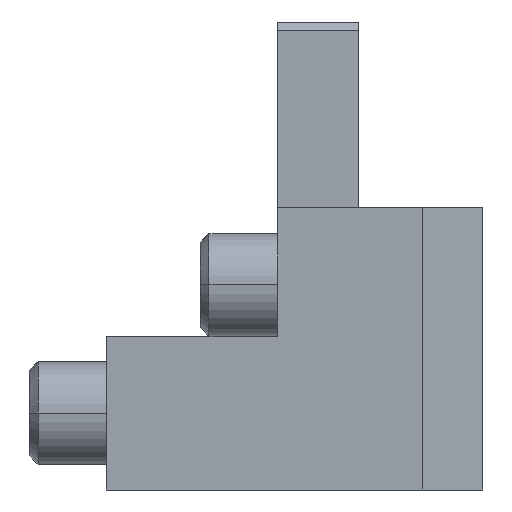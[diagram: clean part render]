
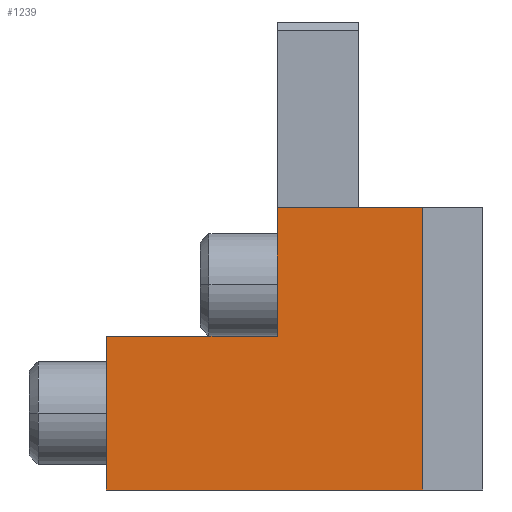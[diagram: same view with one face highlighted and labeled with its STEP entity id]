
A CAD part, left-side view. The second image highlights one B-rep face of the part: STEP entity #1239.
In plain terms, the highlighted planar face has unit normal (-1, 0, 0).
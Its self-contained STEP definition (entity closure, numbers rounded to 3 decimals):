
#1203=AXIS2_PLACEMENT_3D('Plane Axis2P3D',#1200,#1201,#1202) ;
#1042=CARTESIAN_POINT('Vertex',(-42.,47.5,-134.75)) ;
#1045=CARTESIAN_POINT('Line Origine',(-42.,47.5,-125.75)) ;
#1049=CARTESIAN_POINT('Vertex',(-42.,47.5,-116.75)) ;
#1142=CARTESIAN_POINT('Vertex',(-42.,10.5,-134.75)) ;
#1145=CARTESIAN_POINT('Line Origine',(-42.,29.,-134.75)) ;
#1200=CARTESIAN_POINT('Axis2P3D Location',(-42.,0.,0.)) ;
#1205=CARTESIAN_POINT('Line Origine',(-42.,19.,-101.75)) ;
#1209=CARTESIAN_POINT('Vertex',(-42.,10.5,-101.75)) ;
#1211=CARTESIAN_POINT('Vertex',(-42.,27.5,-101.75)) ;
#1214=CARTESIAN_POINT('Line Origine',(-42.,27.5,-109.25)) ;
#1218=CARTESIAN_POINT('Vertex',(-42.,27.5,-116.75)) ;
#1221=CARTESIAN_POINT('Line Origine',(-42.,37.5,-116.75)) ;
#1226=CARTESIAN_POINT('Line Origine',(-42.,10.5,-118.25)) ;
#1046=DIRECTION('Vector Direction',(0.,0.,1.)) ;
#1146=DIRECTION('Vector Direction',(0.,1.,0.)) ;
#1201=DIRECTION('Axis2P3D Direction',(-1.,0.,0.)) ;
#1202=DIRECTION('Axis2P3D XDirection',(0.,1.,0.)) ;
#1206=DIRECTION('Vector Direction',(0.,1.,0.)) ;
#1215=DIRECTION('Vector Direction',(0.,0.,1.)) ;
#1222=DIRECTION('Vector Direction',(0.,-1.,0.)) ;
#1227=DIRECTION('Vector Direction',(0.,0.,-1.)) ;
#1047=VECTOR('Line Direction',#1046,1.) ;
#1147=VECTOR('Line Direction',#1146,1.) ;
#1207=VECTOR('Line Direction',#1206,1.) ;
#1216=VECTOR('Line Direction',#1215,1.) ;
#1223=VECTOR('Line Direction',#1222,1.) ;
#1228=VECTOR('Line Direction',#1227,1.) ;
#1232=ORIENTED_EDGE('',*,*,#1213,.T.) ;
#1233=ORIENTED_EDGE('',*,*,#1220,.T.) ;
#1234=ORIENTED_EDGE('',*,*,#1225,.T.) ;
#1235=ORIENTED_EDGE('',*,*,#1051,.T.) ;
#1236=ORIENTED_EDGE('',*,*,#1149,.T.) ;
#1237=ORIENTED_EDGE('',*,*,#1230,.T.) ;
#1239=ADVANCED_FACE('Terminali esterni FcCuAl 2x95mm2 inferiori',(#1238),#1204,.T.) ;
#1051=EDGE_CURVE('',#1050,#1043,#1048,.F.) ;
#1149=EDGE_CURVE('',#1043,#1143,#1148,.F.) ;
#1213=EDGE_CURVE('',#1210,#1212,#1208,.T.) ;
#1220=EDGE_CURVE('',#1212,#1219,#1217,.F.) ;
#1225=EDGE_CURVE('',#1219,#1050,#1224,.F.) ;
#1230=EDGE_CURVE('',#1143,#1210,#1229,.F.) ;
#1231=EDGE_LOOP('',(#1232,#1233,#1234,#1235,#1236,#1237)) ;
#1238=FACE_OUTER_BOUND('',#1231,.T.) ;
#1048=LINE('Line',#1045,#1047) ;
#1148=LINE('Line',#1145,#1147) ;
#1208=LINE('Line',#1205,#1207) ;
#1217=LINE('Line',#1214,#1216) ;
#1224=LINE('Line',#1221,#1223) ;
#1229=LINE('Line',#1226,#1228) ;
#1204=PLANE('',#1203) ;
#1043=VERTEX_POINT('',#1042) ;
#1050=VERTEX_POINT('',#1049) ;
#1143=VERTEX_POINT('',#1142) ;
#1210=VERTEX_POINT('',#1209) ;
#1212=VERTEX_POINT('',#1211) ;
#1219=VERTEX_POINT('',#1218) ;
